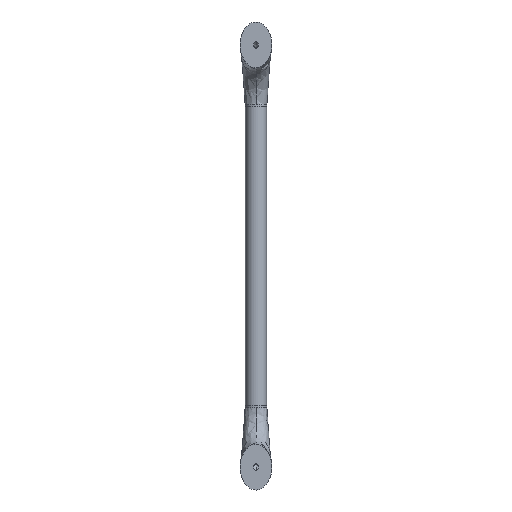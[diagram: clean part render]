
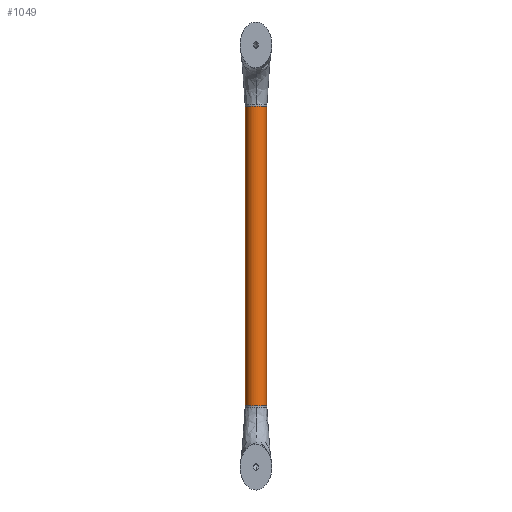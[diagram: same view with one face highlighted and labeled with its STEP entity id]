
A CAD part, front view. The second image highlights one B-rep face of the part: STEP entity #1049.
In plain terms, the highlighted cylindrical face has radius 15 mm (diameter 30 mm), a partial arc.
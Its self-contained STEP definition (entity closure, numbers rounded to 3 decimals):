
#12 = DIRECTION ( 'NONE',  ( -1., 0., 0. ) ) ;
#33 = DIRECTION ( 'NONE',  ( 0., 0., -1. ) ) ;
#317 = DIRECTION ( 'NONE',  ( 0., 0., 1. ) ) ;
#344 = EDGE_CURVE ( 'NONE', #2276, #3382, #4324, .T. ) ;
#391 = CIRCLE ( 'NONE', #3231, 15. ) ;
#404 = CARTESIAN_POINT ( 'NONE',  ( 0., 0., -213. ) ) ;
#427 = CYLINDRICAL_SURFACE ( 'NONE', #2630, 15. ) ;
#499 = FACE_OUTER_BOUND ( 'NONE', #1667, .T. ) ;
#564 = VECTOR ( 'NONE', #1098, 1000. ) ;
#570 = LINE ( 'NONE', #1107, #564 ) ;
#779 = VERTEX_POINT ( 'NONE', #2094 ) ;
#835 = ORIENTED_EDGE ( 'NONE', *, *, #3709, .F. ) ;
#1020 = EDGE_CURVE ( 'NONE', #3146, #779, #570, .T. ) ;
#1049 = ADVANCED_FACE ( 'NONE', ( #499 ), #427, .T. ) ;
#1063 = DIRECTION ( 'NONE',  ( 0., 0., -1. ) ) ;
#1088 = DIRECTION ( 'NONE',  ( -1., 0., 0. ) ) ;
#1098 = DIRECTION ( 'NONE',  ( 0., 0., -1. ) ) ;
#1107 = CARTESIAN_POINT ( 'NONE',  ( 15., 0., 213. ) ) ;
#1346 = EDGE_CURVE ( 'NONE', #779, #3382, #391, .T. ) ;
#1591 = CARTESIAN_POINT ( 'NONE',  ( -15., 0., 213. ) ) ;
#1667 = EDGE_LOOP ( 'NONE', ( #2683, #835, #1857, #5072 ) ) ;
#1721 = AXIS2_PLACEMENT_3D ( 'NONE', #2920, #317, #3365 ) ;
#1857 = ORIENTED_EDGE ( 'NONE', *, *, #344, .T. ) ;
#2094 = CARTESIAN_POINT ( 'NONE',  ( 15., 0., -213. ) ) ;
#2276 = VERTEX_POINT ( 'NONE', #1591 ) ;
#2594 = CARTESIAN_POINT ( 'NONE',  ( -15., 0., -213. ) ) ;
#2630 = AXIS2_PLACEMENT_3D ( 'NONE', #3593, #1063, #1088 ) ;
#2683 = ORIENTED_EDGE ( 'NONE', *, *, #1020, .F. ) ;
#2920 = CARTESIAN_POINT ( 'NONE',  ( 0., 0., 213. ) ) ;
#3146 = VERTEX_POINT ( 'NONE', #5650 ) ;
#3231 = AXIS2_PLACEMENT_3D ( 'NONE', #404, #33, #12 ) ;
#3365 = DIRECTION ( 'NONE',  ( 1., 0., 0. ) ) ;
#3382 = VERTEX_POINT ( 'NONE', #2594 ) ;
#3523 = CIRCLE ( 'NONE', #1721, 15. ) ;
#3593 = CARTESIAN_POINT ( 'NONE',  ( 0., 0., 213. ) ) ;
#3709 = EDGE_CURVE ( 'NONE', #2276, #3146, #3523, .T. ) ;
#4066 = VECTOR ( 'NONE', #4752, 1000. ) ;
#4324 = LINE ( 'NONE', #5211, #4066 ) ;
#4752 = DIRECTION ( 'NONE',  ( 0., 0., -1. ) ) ;
#5072 = ORIENTED_EDGE ( 'NONE', *, *, #1346, .F. ) ;
#5211 = CARTESIAN_POINT ( 'NONE',  ( -15., 0., 213. ) ) ;
#5650 = CARTESIAN_POINT ( 'NONE',  ( 15., 0., 213. ) ) ;
